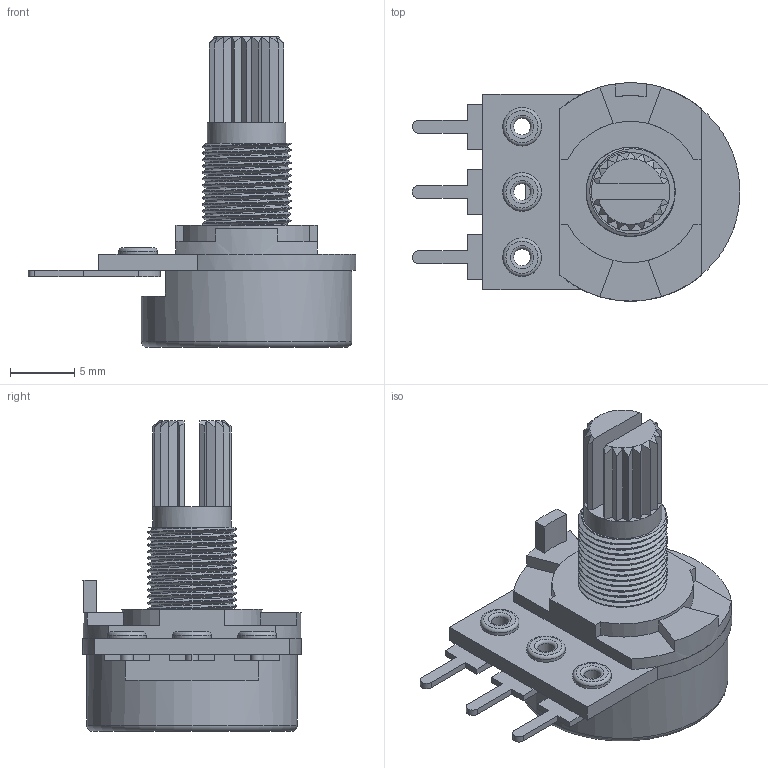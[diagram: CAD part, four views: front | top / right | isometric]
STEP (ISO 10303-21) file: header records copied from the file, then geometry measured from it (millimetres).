
FILE_DESCRIPTION(/* description */ (''),/* implementation_level */ '2;1');
FILE_NAME(/* name */ 'POT10K.step',/* time_stamp */ '2023-07-21T01:44:24+03:00',/* author */ (''),/* organization */ (''),/* preprocessor_version */ 'ST-DEVELOPER v19.2',/* originating_system */ 'Autodesk Translation Framework v12.6.0.85',/* authorisation */ '');
FILE_SCHEMA (('AUTOMOTIVE_DESIGN { 1 0 10303 214 3 1 1 }'));
Length unit declared in the file: millimetre
Products named in the file (1): POT10K
Bounding box: 25.5 x 17 x 24.2 mm (x, y, z)
Volume: 2348.8 mm3; surface area: 1710.1 mm2
Topology: 1 solids, 1 shells, 189 faces, 459 edges, 279 vertices
Faces by surface type: plane 113, cylinder 49, cone 18, torus 7, bspline 2
Full cylindrical faces by diameter (mm): 1.3 x3, 3 x3, 6.1 x1, 6.351 x4, 6.927 x7, 16.4 x1
Entity records: 7190 total; most frequent: CARTESIAN_POINT 2874, ORIENTED_EDGE 918, DIRECTION 845, EDGE_CURVE 459, AXIS2_PLACEMENT_3D 297, VERTEX_POINT 279, LINE 251, VECTOR 251
